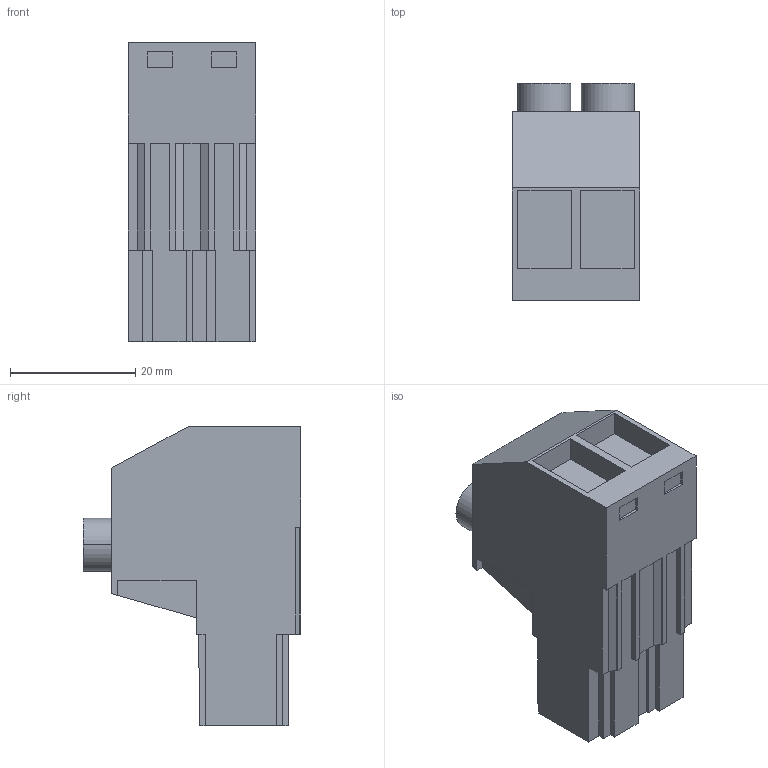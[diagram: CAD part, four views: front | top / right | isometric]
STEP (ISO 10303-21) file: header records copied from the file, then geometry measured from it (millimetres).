
FILE_DESCRIPTION(('CATIA V5 STEP Exchange','CAx-IF Rec.Pracs.--- Model Styling and Organization---1.2---2011-12-15'),'2;1');
FILE_NAME ('D1460087_0_1947480000_1947480000.stp','2016-11-26T11:24:58+00:00',('none'),('Weidmueller'),'CATIA Version 5-6 Release 2014','CATIA V5 STEP AP214','none');
FILE_SCHEMA(('AUTOMOTIVE_DESIGN { 1 0 10303 214 1 1 1 1 }'));
Length unit declared in the file: millimetre
Products named in the file (1): 1947480000_S
Bounding box: 20.32 x 34.8 x 47.8 mm (x, y, z)
Volume: 18315.1 mm3; surface area: 8565.2 mm2
Topology: 5 solids, 5 shells, 219 faces, 582 edges, 389 vertices
Faces by surface type: plane 207, cylinder 12
Entity records: 6429 total; most frequent: ORIENTED_EDGE 1164, CARTESIAN_POINT 1147, DIRECTION 914, EDGE_CURVE 582, VECTOR 544, LINE 544, VERTEX_POINT 389, EDGE_LOOP 235
